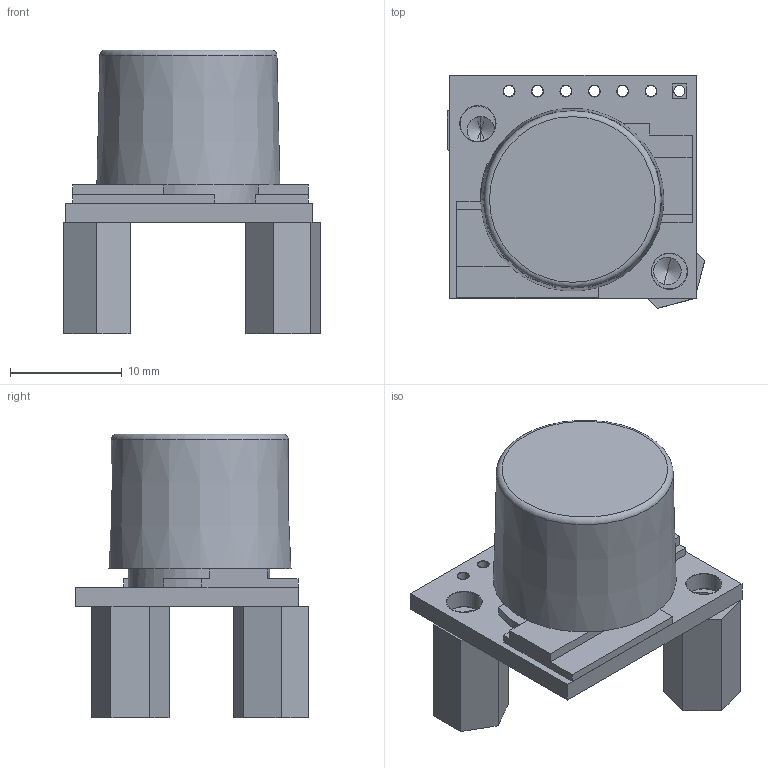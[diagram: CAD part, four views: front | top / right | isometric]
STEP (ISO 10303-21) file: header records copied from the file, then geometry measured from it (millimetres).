
FILE_DESCRIPTION(('FreeCAD Model'),'2;1');
FILE_NAME('Fusion001.step', '2018-09-26T15:56:17',('kicad StepUp'),('ksu MCAD'), 'Open CASCADE STEP processor 7.3','FreeCAD','Unknown');
FILE_SCHEMA(('AUTOMOTIVE_DESIGN { 1 0 10303 214 1 1 1 1 }'));
Length unit declared in the file: millimetre
Products named in the file (1): Fusion001
Bounding box: 23.05 x 20.85 x 25.42 mm (x, y, z)
Volume: 4073.3 mm3; surface area: 2440.5 mm2
Topology: 1 solids, 2 shells, 304 faces, 781 edges, 511 vertices
Faces by surface type: plane 185, bspline 73, cylinder 36, cone 9, torus 1
Full cylindrical faces by diameter (mm): 0.991 x7, 1.067 x12, 3.175 x2, 3.251 x4
Entity records: 11365 total; most frequent: CARTESIAN_POINT 2284, ORIENTED_EDGE 1554, DIRECTION 1162, EDGE_CURVE 777, VERTEX_POINT 511, LINE 508, VECTOR 508, FACE_BOUND 354
